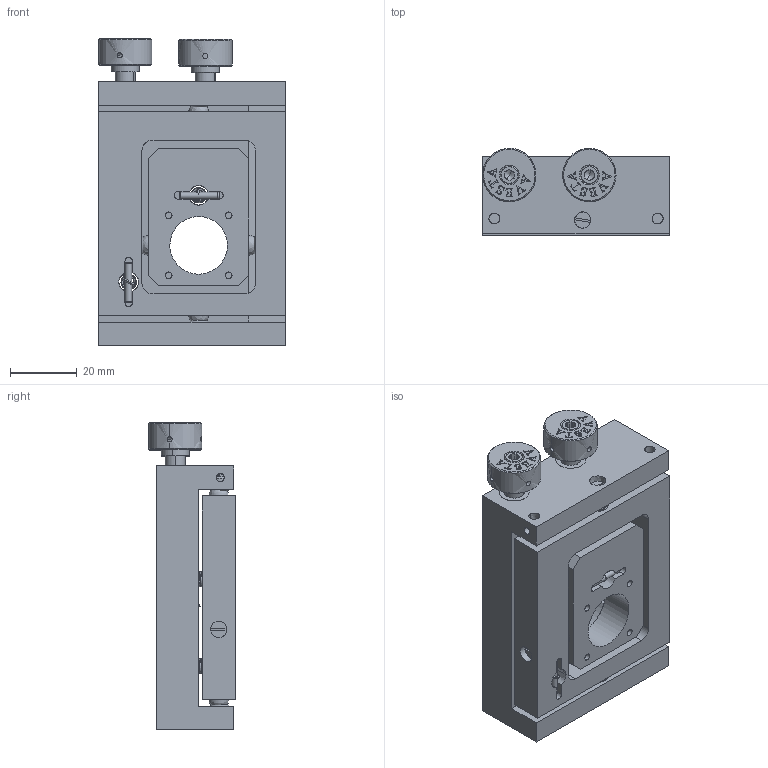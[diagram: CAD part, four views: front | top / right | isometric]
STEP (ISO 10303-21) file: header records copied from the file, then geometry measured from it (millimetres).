
FILE_DESCRIPTION(/* description */ (''),/* implementation_level */ '2;1');
FILE_NAME(/* name */ 'MMG-THRB',/* time_stamp */ '2021-08-20T17:49:42+03:00',/* author */ (''),/* organization */ (''),/* preprocessor_version */ 'ST-DEVELOPER v15',/* originating_system */ '',/* authorisation */ '');
FILE_SCHEMA (('AUTOMOTIVE_DESIGN'));
Products named in the file (6): Document; MMG-TH; MMG-TH_Substitute_1; Block 01; Block 02
Assembly tree (5 placements, depth 5):
  Document
    Document
      MMG-TH
        MMG-TH_Substitute_1
          Block 01
          Block 02
Bounding box: 56 x 26.06 x 91.99 mm (x, y, z)
Volume: 83694.6 mm3; surface area: 39865.5 mm2
Topology: 35 solids, 54 shells, 916 faces, 2560 edges, 1651 vertices
Faces by surface type: bspline 916
Entity records: 113413 total; most frequent: CARTESIAN_POINT 82079, B_SPLINE_CURVE_WITH_KNOTS 5838, ORIENTED_EDGE 4882, PCURVE 4882, DEFINITIONAL_REPRESENTATION 4882, SURFACE_CURVE 2505, EDGE_CURVE 2505, VERTEX_POINT 1645
